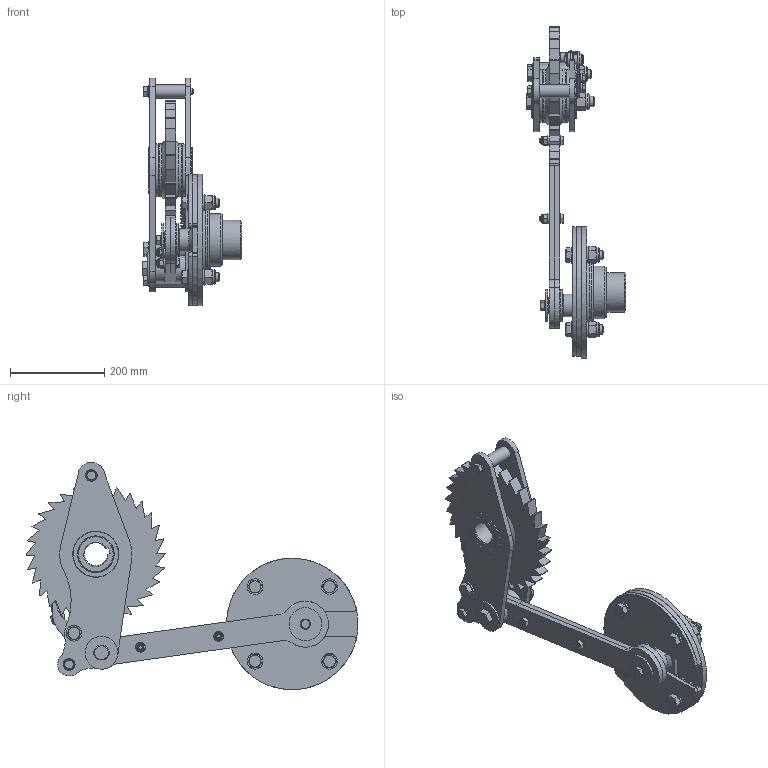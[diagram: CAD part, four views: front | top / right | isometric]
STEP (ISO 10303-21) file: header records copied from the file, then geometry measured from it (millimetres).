
FILE_DESCRIPTION(('FreeCAD Model'),'2;1');
FILE_NAME('Open CASCADE Shape Model','2025-05-07T18:52:15',('FreeCAD'),( 'FreeCAD'),'Open CASCADE STEP processor 7.6','FreeCAD','Unknown');
FILE_SCHEMA(('AUTOMOTIVE_DESIGN { 1 0 10303 214 1 1 1 1 }'));
Products named in the file (1): Open CASCADE STEP translator 7.6 1
Bounding box: 211.72 x 702.96 x 481.65 mm (x, y, z)
Volume: 6094565 mm3; surface area: 1312599.9 mm2
Topology: 80 solids, 80 shells, 1039 faces, 2432 edges, 1589 vertices
Faces by surface type: bspline 1039
Entity records: 43068 total; most frequent: CARTESIAN_POINT 28541, ORIENTED_EDGE 4852, EDGE_CURVE 2426, VERTEX_POINT 1581, B_SPLINE_CURVE_WITH_KNOTS 1453, FACE_BOUND 1243, EDGE_LOOP 1243, ADVANCED_FACE 1039
